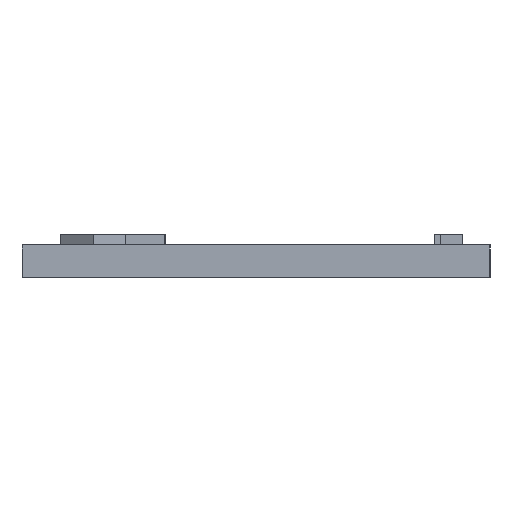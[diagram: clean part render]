
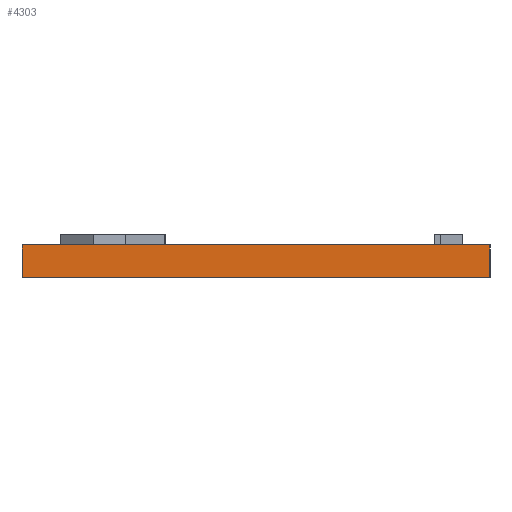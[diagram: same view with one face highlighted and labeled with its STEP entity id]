
A CAD part, left-side view. The second image highlights one B-rep face of the part: STEP entity #4303.
In plain terms, the highlighted planar face has unit normal (-1, 0, 0).
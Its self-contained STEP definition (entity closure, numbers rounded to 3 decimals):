
#476=FACE_OUTER_BOUND('',#727,.T.);
#727=EDGE_LOOP('',(#3894,#3895,#3896,#3897));
#787=LINE('',#5431,#1261);
#1208=LINE('',#7619,#1682);
#1209=LINE('',#7622,#1683);
#1210=LINE('',#7623,#1684);
#1261=VECTOR('',#4591,10.);
#1682=VECTOR('',#5322,10.);
#1683=VECTOR('',#5325,10.);
#1684=VECTOR('',#5326,10.);
#1711=VERTEX_POINT('',#5428);
#1712=VERTEX_POINT('',#5430);
#2084=VERTEX_POINT('',#7617);
#2085=VERTEX_POINT('',#7621);
#2135=EDGE_CURVE('',#1711,#1712,#787,.T.);
#2694=EDGE_CURVE('',#2084,#1712,#1208,.T.);
#2695=EDGE_CURVE('',#2084,#2085,#1209,.T.);
#2696=EDGE_CURVE('',#2085,#1711,#1210,.T.);
#3894=ORIENTED_EDGE('',*,*,#2695,.F.);
#3895=ORIENTED_EDGE('',*,*,#2694,.T.);
#3896=ORIENTED_EDGE('',*,*,#2135,.F.);
#3897=ORIENTED_EDGE('',*,*,#2696,.F.);
#4076=PLANE('',#4496);
#4303=ADVANCED_FACE('',(#476),#4076,.T.);
#4496=AXIS2_PLACEMENT_3D('',#7620,#5323,#5324);
#4591=DIRECTION('',(0.,-1.,0.));
#5322=DIRECTION('',(0.,0.,1.));
#5323=DIRECTION('center_axis',(-1.,0.,0.));
#5324=DIRECTION('ref_axis',(0.,-1.,0.));
#5325=DIRECTION('',(0.,1.,0.));
#5326=DIRECTION('',(0.,0.,1.));
#5428=CARTESIAN_POINT('',(-15.5,30.5,2.5));
#5430=CARTESIAN_POINT('',(-15.5,-5.5,2.5));
#5431=CARTESIAN_POINT('',(-15.5,-5.5,2.5));
#7617=CARTESIAN_POINT('',(-15.5,-5.5,0.));
#7619=CARTESIAN_POINT('',(-15.5,-5.5,0.));
#7620=CARTESIAN_POINT('Origin',(-15.5,30.5,0.));
#7621=CARTESIAN_POINT('',(-15.5,30.5,0.));
#7622=CARTESIAN_POINT('',(-15.5,-5.5,0.));
#7623=CARTESIAN_POINT('',(-15.5,30.5,0.));
